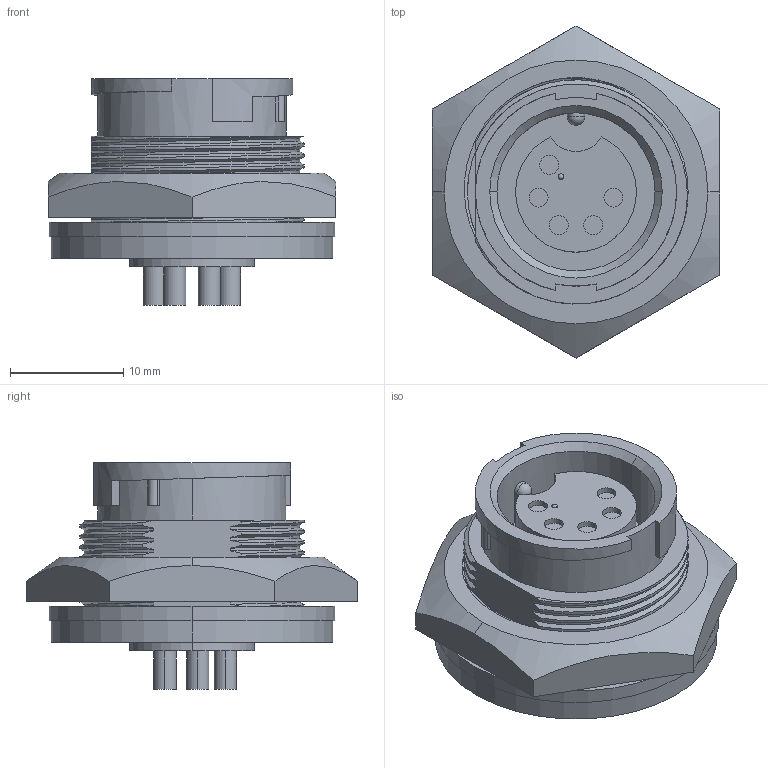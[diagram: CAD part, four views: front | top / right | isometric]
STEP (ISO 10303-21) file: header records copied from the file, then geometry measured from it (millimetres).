
FILE_DESCRIPTION (( 'STEP AP203' ), '1' );
FILE_NAME ('4280-5SG-300.STEP', '2018-08-10T16:33:13', ( '' ), ( '' ), 'SwSTEP 2.0', 'SolidWorks 2017', '' );
FILE_SCHEMA (( 'CONFIG_CONTROL_DESIGN' ));
Length unit declared in the file: inch
Products named in the file (1): 4280-5SG-300
Bounding box: 25.4 x 29.33 x 20.04 mm (x, y, z)
Volume: 5383.1 mm3; surface area: 3991.9 mm2
Topology: 2 solids, 2 shells, 276 faces, 732 edges, 486 vertices
Faces by surface type: plane 119, bspline 81, cylinder 70, cone 4, sphere 2
Entity records: 22675 total; most frequent: CARTESIAN_POINT 16507, ORIENTED_EDGE 1452, DIRECTION 971, EDGE_CURVE 726, VERTEX_POINT 482, VECTOR 387, LINE 387, EDGE_LOOP 306
